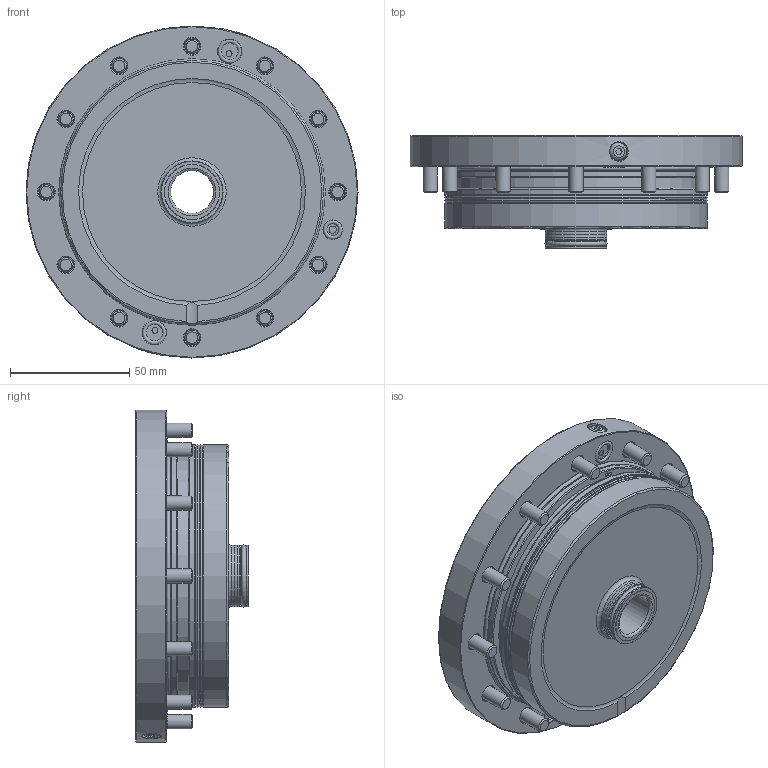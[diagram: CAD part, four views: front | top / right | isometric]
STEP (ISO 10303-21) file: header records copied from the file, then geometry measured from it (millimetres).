
FILE_DESCRIPTION (( 'STEP AP214' ), '1' );
FILE_NAME ('STARK_804 538-03-P_A.STEP', '2021-11-30T06:57:48', ( '' ), ( '' ), 'SwSTEP 2.0', 'SolidWorks 2021', '' );
FILE_SCHEMA (( 'AUTOMOTIVE_DESIGN' ));
Length unit declared in the file: millimetre
Products named in the file (1): STARK_804 538-03-P_A
Bounding box: 139 x 47.3 x 139 mm (x, y, z)
Volume: 407813 mm3; surface area: 60424.6 mm2
Topology: 1 solids, 1 shells, 348 faces, 748 edges, 495 vertices
Faces by surface type: cylinder 144, plane 105, cone 45, torus 36, sphere 16, bspline 2
Full cylindrical faces by diameter (mm): 1 x1, 1.5 x4, 1.8 x2, 2.5 x2, 3 x1, 4.8 x16, 5 x1, 6 x12, 6.8 x12, 7 x2, 8 x3, 10 x2, 11 x12, 18 x1, 22.6 x1, 25.7 x1, 25.92 x2, 30.4 x3, 32 x1, 35 x1, 37.2 x1, 47 x1, 47.708 x1, 102.551 x1, 106.8 x1, 108.2 x1, 109.843 x2, 110 x3, 139 x1
Entity records: 13600 total; most frequent: CARTESIAN_POINT 4406, DIRECTION 1376, ORIENTED_EDGE 962, AXIS2_PLACEMENT_3D 653, EDGE_LOOP 623, EDGE_CURVE 481, FACE_OUTER_BOUND 478, VERTEX_POINT 402
